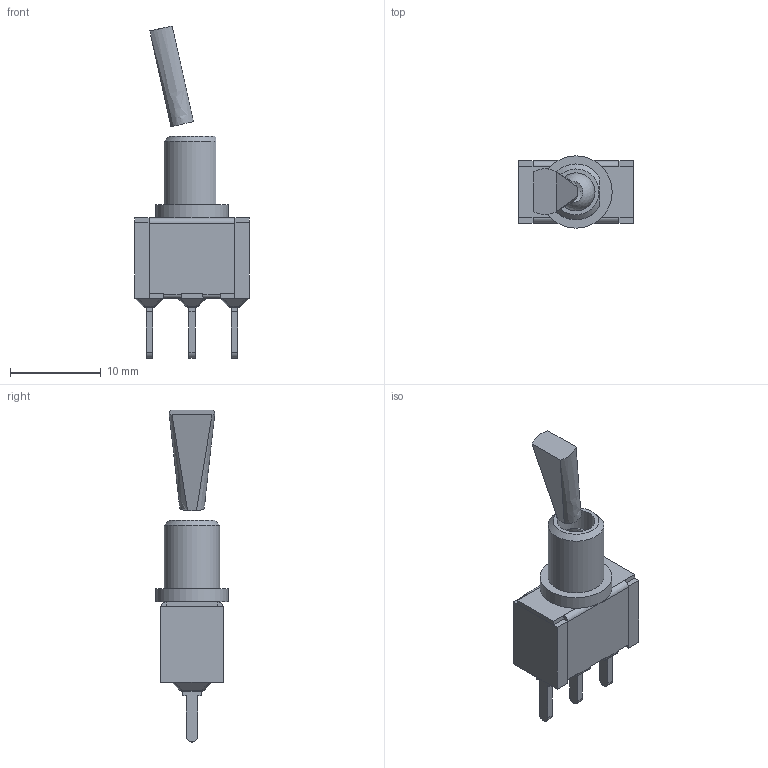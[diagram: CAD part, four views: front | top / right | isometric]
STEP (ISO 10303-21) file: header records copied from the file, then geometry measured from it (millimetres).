
FILE_DESCRIPTION(/* description */ (''),/* implementation_level */ '2;1');
FILE_NAME(/* name */ '100SPxT6B15M2xE.stp',/* time_stamp */ '2025-06-20T10:41:52-05:00',/* author */ ('mwilliams'),/* organization */ (''),/* preprocessor_version */ 'ST-DEVELOPER v18.1',/* originating_system */ 'Autodesk Inventor 2022',/* authorisation */ '');
FILE_SCHEMA (('AUTOMOTIVE_DESIGN { 1 0 10303 214 3 1 1 }'));
Length unit declared in the file: inch
Products named in the file (1): 000022980_Simplify_1
Bounding box: 12.7 x 7.98 x 36.68 mm (x, y, z)
Volume: 1142.4 mm3; surface area: 1783.6 mm2
Topology: 7 solids, 7 shells, 211 faces, 526 edges, 325 vertices
Faces by surface type: plane 146, cylinder 48, sphere 13, cone 2, bspline 2
Full cylindrical faces by diameter (mm): 4.2 x1, 7.98 x1
Entity records: 6413 total; most frequent: CARTESIAN_POINT 1115, DIRECTION 1034, ORIENTED_EDGE 1026, EDGE_CURVE 513, LINE 404, VECTOR 404, VERTEX_POINT 325, AXIS2_PLACEMENT_3D 315
